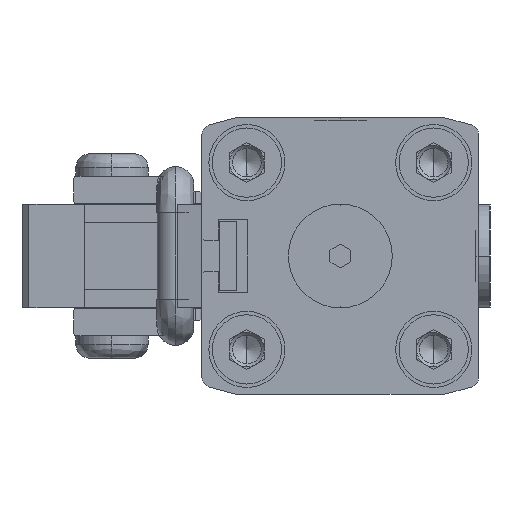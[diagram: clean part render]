
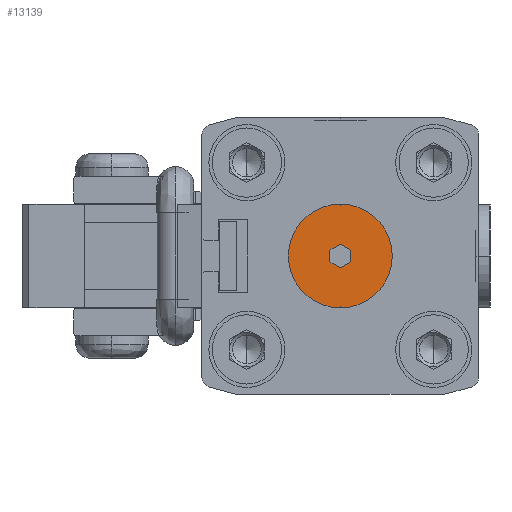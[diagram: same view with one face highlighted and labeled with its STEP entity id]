
A CAD part, left-side view. The second image highlights one B-rep face of the part: STEP entity #13139.
In plain terms, the highlighted planar face has unit normal (-1, 0, 0).
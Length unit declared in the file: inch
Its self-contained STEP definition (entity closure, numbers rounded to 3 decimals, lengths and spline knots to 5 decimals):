
#918 = EDGE_CURVE ( 'NONE', #13214, #22174, #6701, .T. ) ;
#990 = DIRECTION ( 'NONE',  ( 0., 0., 1. ) ) ;
#1253 = CIRCLE ( 'NONE', #10449, 0.29528 ) ;
#1292 = DIRECTION ( 'NONE',  ( 1., 0., 0. ) ) ;
#1360 = DIRECTION ( 'NONE',  ( 1., 0., 0. ) ) ;
#1629 = AXIS2_PLACEMENT_3D ( 'NONE', #22443, #1360, #5494 ) ;
#1804 = VERTEX_POINT ( 'NONE', #22267 ) ;
#3038 = CARTESIAN_POINT ( 'NONE',  ( -15.81228, -0.07874, 0.06819 ) ) ;
#3039 = CARTESIAN_POINT ( 'NONE',  ( -15.81228, -0.1378, -0.0341 ) ) ;
#3811 = VECTOR ( 'NONE', #990, 39.37008 ) ;
#5248 = DIRECTION ( 'NONE',  ( 0., 0., 1. ) ) ;
#5494 = DIRECTION ( 'NONE',  ( 0., 0., 1. ) ) ;
#5610 = ORIENTED_EDGE ( 'NONE', *, *, #20122, .T. ) ;
#6701 = LINE ( 'NONE', #13429, #11596 ) ;
#7610 = EDGE_CURVE ( 'NONE', #27151, #13214, #26587, .T. ) ;
#7773 = CARTESIAN_POINT ( 'NONE',  ( -15.81228, -0.07874, -0.06819 ) ) ;
#9128 = VECTOR ( 'NONE', #27297, 39.37008 ) ;
#9493 = PLANE ( 'NONE',  #1629 ) ;
#9510 = CARTESIAN_POINT ( 'NONE',  ( -15.81228, -0.07874, 0. ) ) ;
#10346 = LINE ( 'NONE', #14481, #9128 ) ;
#10449 = AXIS2_PLACEMENT_3D ( 'NONE', #9510, #11999, #5248 ) ;
#10705 = ORIENTED_EDGE ( 'NONE', *, *, #23879, .T. ) ;
#10879 = CARTESIAN_POINT ( 'NONE',  ( -15.81228, -0.07874, 0.06819 ) ) ;
#11596 = VECTOR ( 'NONE', #19765, 39.37008 ) ;
#11999 = DIRECTION ( 'NONE',  ( 1., 0., 0. ) ) ;
#12378 = CARTESIAN_POINT ( 'NONE',  ( -15.81228, -0.07874, 0.29528 ) ) ;
#12843 = LINE ( 'NONE', #19158, #18030 ) ;
#12915 = EDGE_CURVE ( 'NONE', #16959, #27151, #10346, .T. ) ;
#13026 = VERTEX_POINT ( 'NONE', #25917 ) ;
#13139 = ADVANCED_FACE ( 'NONE', ( #22296, #24109 ), #9493, .F. ) ;
#13214 = VERTEX_POINT ( 'NONE', #16249 ) ;
#13429 = CARTESIAN_POINT ( 'NONE',  ( -15.81228, -0.1378, 0.0341 ) ) ;
#13501 = DIRECTION ( 'NONE',  ( 0., -0.866, -0.5 ) ) ;
#13535 = EDGE_CURVE ( 'NONE', #24507, #14917, #25755, .T. ) ;
#13569 = VECTOR ( 'NONE', #13501, 39.37008 ) ;
#13670 = CARTESIAN_POINT ( 'NONE',  ( -15.81228, -0.01969, 0.0341 ) ) ;
#13734 = ORIENTED_EDGE ( 'NONE', *, *, #26517, .T. ) ;
#13915 = EDGE_LOOP ( 'NONE', ( #15731, #18894 ) ) ;
#14481 = CARTESIAN_POINT ( 'NONE',  ( -15.81228, -0.01969, 0.0341 ) ) ;
#14917 = VERTEX_POINT ( 'NONE', #20751 ) ;
#15731 = ORIENTED_EDGE ( 'NONE', *, *, #25519, .F. ) ;
#16249 = CARTESIAN_POINT ( 'NONE',  ( -15.81228, -0.1378, 0.0341 ) ) ;
#16315 = DIRECTION ( 'NONE',  ( 0., 0., 1. ) ) ;
#16849 = ORIENTED_EDGE ( 'NONE', *, *, #7610, .T. ) ;
#16959 = VERTEX_POINT ( 'NONE', #13670 ) ;
#17815 = DIRECTION ( 'NONE',  ( 0., 0.866, 0.5 ) ) ;
#18030 = VECTOR ( 'NONE', #19311, 39.37008 ) ;
#18894 = ORIENTED_EDGE ( 'NONE', *, *, #13535, .F. ) ;
#19158 = CARTESIAN_POINT ( 'NONE',  ( -15.81228, -0.1378, -0.0341 ) ) ;
#19311 = DIRECTION ( 'NONE',  ( 0., 0.866, -0.5 ) ) ;
#19592 = CARTESIAN_POINT ( 'NONE',  ( -15.81228, -0.01969, -0.0341 ) ) ;
#19765 = DIRECTION ( 'NONE',  ( 0., 0., -1. ) ) ;
#20009 = AXIS2_PLACEMENT_3D ( 'NONE', #22512, #1292, #16315 ) ;
#20122 = EDGE_CURVE ( 'NONE', #13026, #1804, #24434, .T. ) ;
#20644 = ORIENTED_EDGE ( 'NONE', *, *, #918, .T. ) ;
#20751 = CARTESIAN_POINT ( 'NONE',  ( -15.81228, -0.07874, -0.29528 ) ) ;
#21827 = EDGE_LOOP ( 'NONE', ( #23778, #16849, #20644, #13734, #5610, #10705 ) ) ;
#22174 = VERTEX_POINT ( 'NONE', #3039 ) ;
#22267 = CARTESIAN_POINT ( 'NONE',  ( -15.81228, -0.01969, -0.0341 ) ) ;
#22296 = FACE_OUTER_BOUND ( 'NONE', #13915, .T. ) ;
#22443 = CARTESIAN_POINT ( 'NONE',  ( -15.81228, 0.21654, -0.7874 ) ) ;
#22512 = CARTESIAN_POINT ( 'NONE',  ( -15.81228, -0.07874, 0. ) ) ;
#23012 = VECTOR ( 'NONE', #17815, 39.37008 ) ;
#23778 = ORIENTED_EDGE ( 'NONE', *, *, #12915, .T. ) ;
#23879 = EDGE_CURVE ( 'NONE', #1804, #16959, #26083, .T. ) ;
#24109 = FACE_BOUND ( 'NONE', #21827, .T. ) ;
#24434 = LINE ( 'NONE', #7773, #23012 ) ;
#24507 = VERTEX_POINT ( 'NONE', #12378 ) ;
#25519 = EDGE_CURVE ( 'NONE', #14917, #24507, #1253, .T. ) ;
#25755 = CIRCLE ( 'NONE', #20009, 0.29528 ) ;
#25917 = CARTESIAN_POINT ( 'NONE',  ( -15.81228, -0.07874, -0.06819 ) ) ;
#26083 = LINE ( 'NONE', #19592, #3811 ) ;
#26517 = EDGE_CURVE ( 'NONE', #22174, #13026, #12843, .T. ) ;
#26587 = LINE ( 'NONE', #3038, #13569 ) ;
#27151 = VERTEX_POINT ( 'NONE', #10879 ) ;
#27297 = DIRECTION ( 'NONE',  ( 0., -0.866, 0.5 ) ) ;
